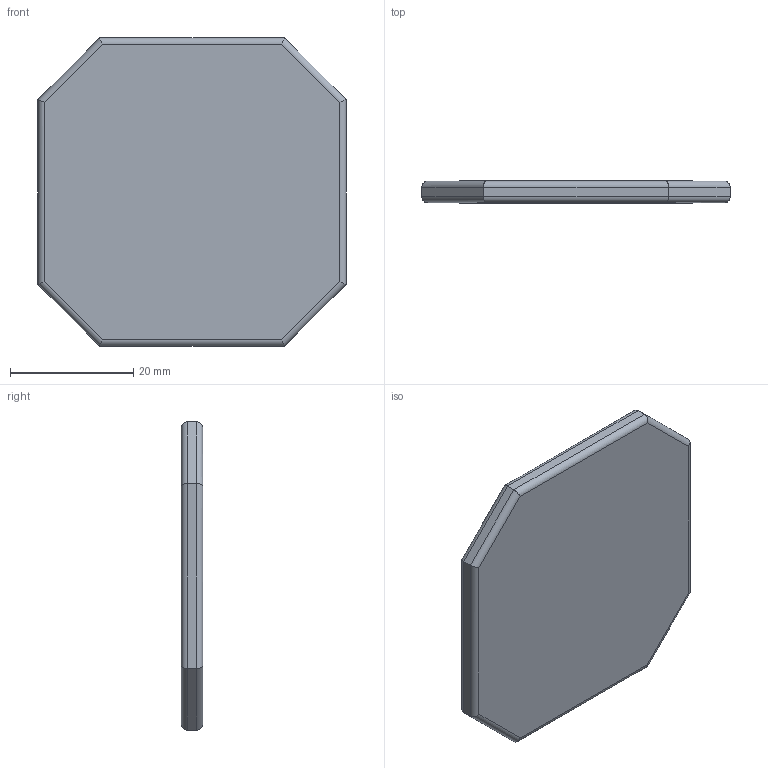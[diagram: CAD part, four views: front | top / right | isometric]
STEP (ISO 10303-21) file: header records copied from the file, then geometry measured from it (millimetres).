
FILE_DESCRIPTION(/* description */ (''),/* implementation_level */ '2;1');
FILE_NAME(/* name */ 'villager.step',/* time_stamp */ '2022-02-09T03:10:30-06:00',/* author */ (''),/* organization */ (''),/* preprocessor_version */ 'ST-DEVELOPER v18.1',/* originating_system */ 'Autodesk Translation Framework v10.13.0.1454',/* authorisation */ '');
FILE_SCHEMA (('AUTOMOTIVE_DESIGN { 1 0 10303 214 3 1 1 }'));
Length unit declared in the file: millimetre
Products named in the file (1): (Unsaved)
Bounding box: 50 x 3.5 x 50 mm (x, y, z)
Volume: 6749.4 mm3; surface area: 7960.1 mm2
Topology: 4 solids, 4 shells, 63 faces, 145 edges, 94 vertices
Faces by surface type: plane 34, cylinder 27, bspline 2
Full cylindrical faces by diameter (mm): 5.1 x4, 11 x1
Entity records: 2115 total; most frequent: CARTESIAN_POINT 617, DIRECTION 303, ORIENTED_EDGE 290, EDGE_CURVE 145, LINE 103, VECTOR 103, AXIS2_PLACEMENT_3D 100, VERTEX_POINT 94
